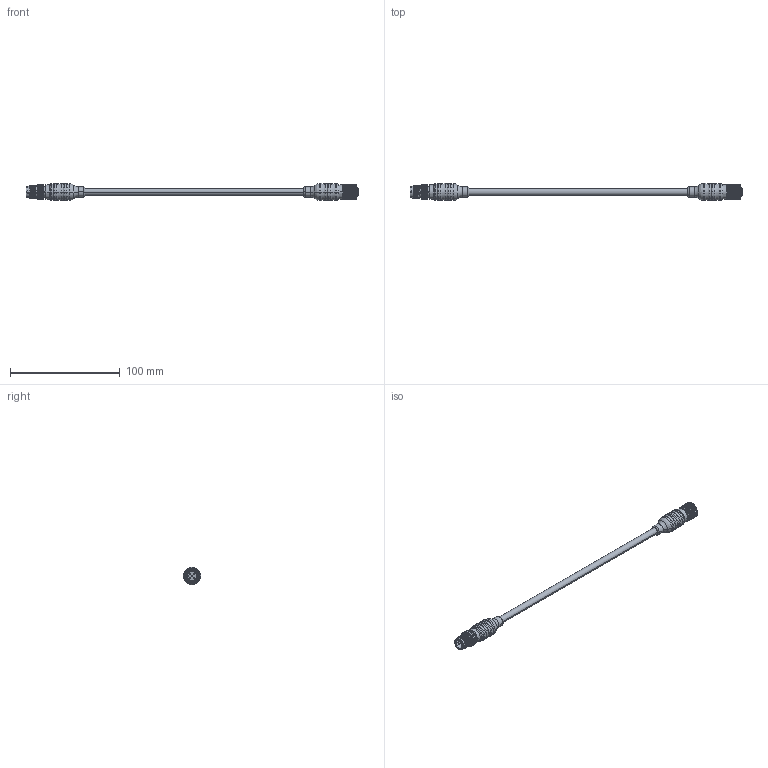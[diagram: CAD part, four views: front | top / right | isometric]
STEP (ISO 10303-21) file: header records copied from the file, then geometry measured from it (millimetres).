
FILE_DESCRIPTION((''),'2;1');
FILE_NAME('255772_SM01_ASM','2026-03-05T11:07:31',('banengservice'),('BANNER ENGINEERING'),'CREO PARAMETRIC BY PTC INC, 2022414','CREO PARAMETRIC BY PTC INC, 2022414','');
FILE_SCHEMA(('CONFIG_CONTROL_DESIGN'));
Products named in the file (2): 255772_EP01; 255772_SM01_ASM
Assembly tree (1 placements, depth 2):
  255772_SM01_ASM
    255772_EP01
Bounding box: 302.9 x 15.77 x 15.77 mm (x, y, z)
Volume: 19069 mm3; surface area: 12128.6 mm2
Topology: 1 solids, 1 shells, 863 faces, 2401 edges, 1569 vertices
Faces by surface type: cylinder 523, plane 239, torus 52, cone 20, bspline 19, sphere 10
Entity records: 42162 total; most frequent: CARTESIAN_POINT 21117, ORIENTED_EDGE 4782, DIRECTION 3942, EDGE_CURVE 2391, VERTEX_POINT 1569, AXIS2_PLACEMENT_3D 1565, EDGE_LOOP 904, FACE_OUTER_BOUND 863
